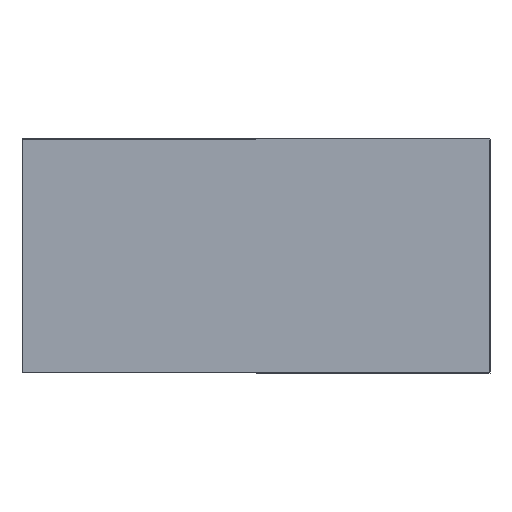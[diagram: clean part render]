
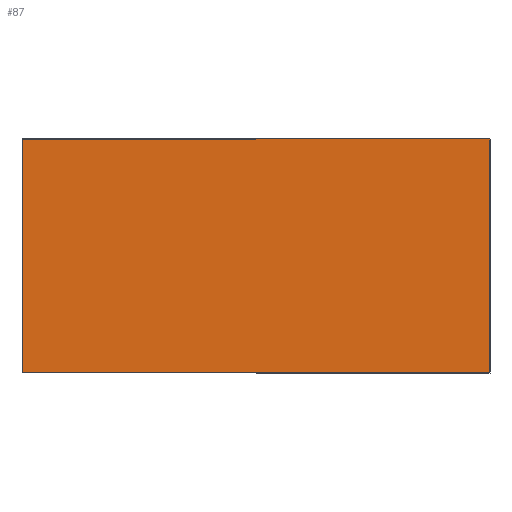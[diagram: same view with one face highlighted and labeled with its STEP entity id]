
A CAD part, left-side view. The second image highlights one B-rep face of the part: STEP entity #87.
In plain terms, the highlighted face is planar.
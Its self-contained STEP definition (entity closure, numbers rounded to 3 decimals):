
#87 = ADVANCED_FACE( '', ( #150 ), #151, .T. );
#150 = FACE_OUTER_BOUND( '', #200, .T. );
#151 = PLANE( '', #201 );
#200 = EDGE_LOOP( '', ( #238, #239, #240, #241 ) );
#201 = AXIS2_PLACEMENT_3D( '', #242, #243, #244 );
#238 = ORIENTED_EDGE( '', *, *, #335, .T. );
#239 = ORIENTED_EDGE( '', *, *, #336, .T. );
#240 = ORIENTED_EDGE( '', *, *, #337, .T. );
#241 = ORIENTED_EDGE( '', *, *, #338, .T. );
#242 = CARTESIAN_POINT( '', ( 0., 0., -0.3 ) );
#243 = DIRECTION( '', ( 0., 0., -1. ) );
#244 = DIRECTION( '', ( -1., 0., 0. ) );
#335 = EDGE_CURVE( '', #371, #372, #373, .T. );
#336 = EDGE_CURVE( '', #372, #374, #375, .T. );
#337 = EDGE_CURVE( '', #374, #376, #377, .T. );
#338 = EDGE_CURVE( '', #376, #371, #378, .T. );
#371 = VERTEX_POINT( '', #423 );
#372 = VERTEX_POINT( '', #424 );
#373 = LINE( '', #425, #426 );
#374 = VERTEX_POINT( '', #427 );
#375 = LINE( '', #428, #429 );
#376 = VERTEX_POINT( '', #430 );
#377 = LINE( '', #431, #432 );
#378 = LINE( '', #433, #434 );
#423 = CARTESIAN_POINT( '', ( 0.8, 0.4, -0.3 ) );
#424 = CARTESIAN_POINT( '', ( 0.8, -0.4, -0.3 ) );
#425 = CARTESIAN_POINT( '', ( 0.8, 0.4, -0.3 ) );
#426 = VECTOR( '', #498, 1000. );
#427 = CARTESIAN_POINT( '', ( -0.8, -0.4, -0.3 ) );
#428 = CARTESIAN_POINT( '', ( 0.8, -0.4, -0.3 ) );
#429 = VECTOR( '', #499, 1000. );
#430 = CARTESIAN_POINT( '', ( -0.8, 0.4, -0.3 ) );
#431 = CARTESIAN_POINT( '', ( -0.8, -0.4, -0.3 ) );
#432 = VECTOR( '', #500, 1000. );
#433 = CARTESIAN_POINT( '', ( -0.8, 0.4, -0.3 ) );
#434 = VECTOR( '', #501, 1000. );
#498 = DIRECTION( '', ( 0., -1., 0. ) );
#499 = DIRECTION( '', ( -1., 0., 0. ) );
#500 = DIRECTION( '', ( 0., 1., 0. ) );
#501 = DIRECTION( '', ( 1., 0., 0. ) );
